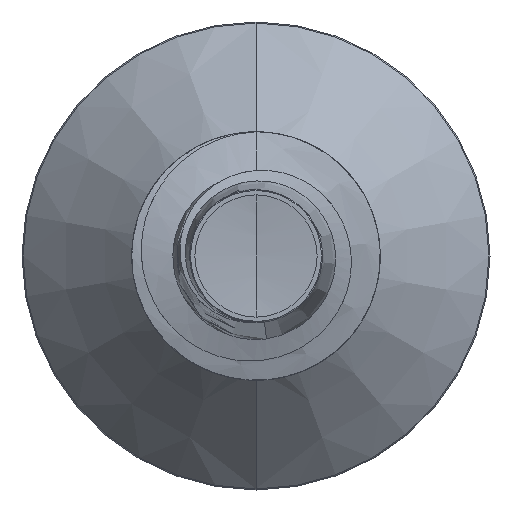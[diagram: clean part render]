
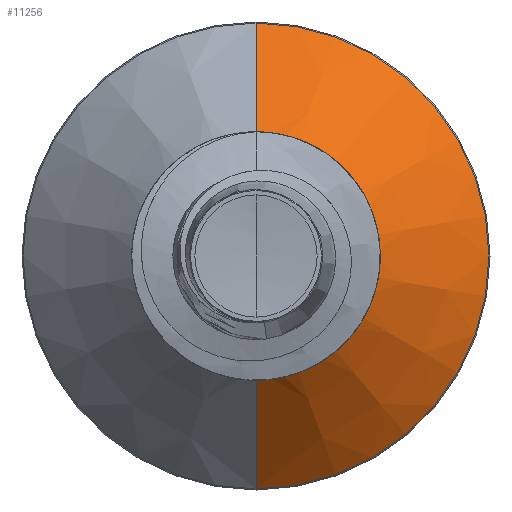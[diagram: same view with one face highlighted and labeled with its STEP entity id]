
A CAD part, front view. The second image highlights one B-rep face of the part: STEP entity #11256.
In plain terms, the highlighted conical face has half-angle 45 degrees and reference radius 2.744 mm.
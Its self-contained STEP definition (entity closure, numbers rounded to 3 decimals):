
#1098 = AXIS2_PLACEMENT_3D ( 'NONE', #28478, #28576, #4976 ) ;
#1479 = CARTESIAN_POINT ( 'NONE',  ( 0., 31.624, -5.624 ) ) ;
#2438 = CARTESIAN_POINT ( 'NONE',  ( 0., 28.745, -2.745 ) ) ;
#3242 = VERTEX_POINT ( 'NONE', #2438 ) ;
#3454 = ORIENTED_EDGE ( 'NONE', *, *, #4374, .F. ) ;
#3550 = ORIENTED_EDGE ( 'NONE', *, *, #3965, .T. ) ;
#3586 = ORIENTED_EDGE ( 'NONE', *, *, #16699, .F. ) ;
#3660 = CARTESIAN_POINT ( 'NONE',  ( 0., 28.745, 2.745 ) ) ;
#3965 = EDGE_CURVE ( 'NONE', #3242, #23407, #15179, .T. ) ;
#4374 = EDGE_CURVE ( 'NONE', #18142, #21431, #21643, .T. ) ;
#4976 = DIRECTION ( 'NONE',  ( 0., 0., 1. ) ) ;
#5403 = AXIS2_PLACEMENT_3D ( 'NONE', #7972, #22650, #10440 ) ;
#5782 = VECTOR ( 'NONE', #21954, 1000. ) ;
#6998 = EDGE_LOOP ( 'NONE', ( #27347, #3550, #3586, #3454 ) ) ;
#7972 = CARTESIAN_POINT ( 'NONE',  ( 0., 31.624, 0. ) ) ;
#8010 = CARTESIAN_POINT ( 'NONE',  ( 0., 28.745, -2.745 ) ) ;
#9474 = DIRECTION ( 'NONE',  ( 0., 0.707, -0.707 ) ) ;
#10440 = DIRECTION ( 'NONE',  ( 0., 0., 1. ) ) ;
#11256 = ADVANCED_FACE ( 'NONE', ( #19367 ), #18754, .T. ) ;
#12237 = CARTESIAN_POINT ( 'NONE',  ( 0., 28.745, 2.745 ) ) ;
#12758 = EDGE_CURVE ( 'NONE', #18142, #3242, #15095, .T. ) ;
#14210 = CARTESIAN_POINT ( 'NONE',  ( 0., 28.745, 0. ) ) ;
#15095 = CIRCLE ( 'NONE', #24352, 2.745 ) ;
#15179 = LINE ( 'NONE', #8010, #19126 ) ;
#16273 = DIRECTION ( 'NONE',  ( 0., 0., 1. ) ) ;
#16699 = EDGE_CURVE ( 'NONE', #21431, #23407, #24307, .T. ) ;
#18142 = VERTEX_POINT ( 'NONE', #12237 ) ;
#18754 = CONICAL_SURFACE ( 'NONE', #1098, 2.745, 0.785 ) ;
#19126 = VECTOR ( 'NONE', #9474, 1000. ) ;
#19367 = FACE_OUTER_BOUND ( 'NONE', #6998, .T. ) ;
#21431 = VERTEX_POINT ( 'NONE', #28513 ) ;
#21643 = LINE ( 'NONE', #3660, #5782 ) ;
#21954 = DIRECTION ( 'NONE',  ( 0., 0.707, 0.707 ) ) ;
#22650 = DIRECTION ( 'NONE',  ( 0., 1., 0. ) ) ;
#23407 = VERTEX_POINT ( 'NONE', #1479 ) ;
#24307 = CIRCLE ( 'NONE', #5403, 5.624 ) ;
#24352 = AXIS2_PLACEMENT_3D ( 'NONE', #14210, #27954, #16273 ) ;
#27347 = ORIENTED_EDGE ( 'NONE', *, *, #12758, .T. ) ;
#27954 = DIRECTION ( 'NONE',  ( 0., 1., 0. ) ) ;
#28478 = CARTESIAN_POINT ( 'NONE',  ( 0., 28.745, 0. ) ) ;
#28513 = CARTESIAN_POINT ( 'NONE',  ( 0., 31.624, 5.624 ) ) ;
#28576 = DIRECTION ( 'NONE',  ( 0., 1., 0. ) ) ;
